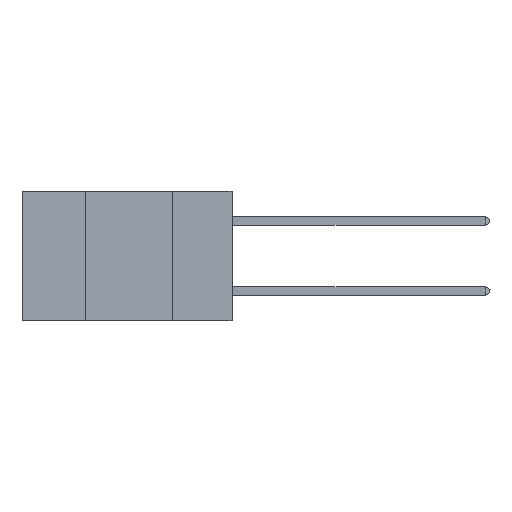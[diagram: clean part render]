
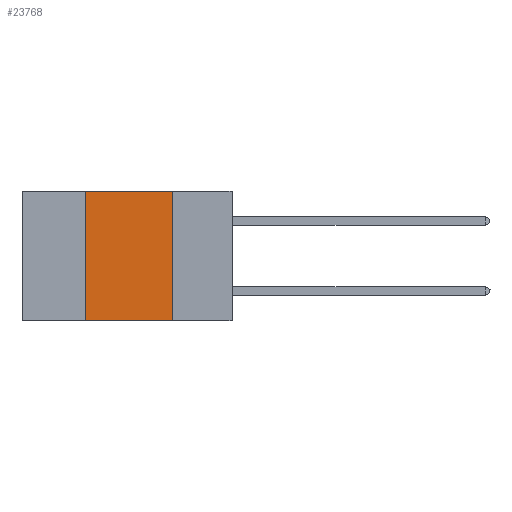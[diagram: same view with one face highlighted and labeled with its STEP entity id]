
A CAD part, left-side view. The second image highlights one B-rep face of the part: STEP entity #23768.
In plain terms, the highlighted planar face has unit normal (-1, 0, 0).
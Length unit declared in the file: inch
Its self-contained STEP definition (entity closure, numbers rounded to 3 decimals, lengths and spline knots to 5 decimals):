
#497 = CARTESIAN_POINT ( 'NONE',  ( 0., 0.17, -0.37 ) ) ;
#2258 = CARTESIAN_POINT ( 'NONE',  ( 0., 0.42, -0.37 ) ) ;
#3312 = LINE ( 'NONE', #21512, #4384 ) ;
#4373 = EDGE_CURVE ( 'NONE', #27284, #10807, #21629, .T. ) ;
#4384 = VECTOR ( 'NONE', #23857, 39.37008 ) ;
#5130 = VECTOR ( 'NONE', #21064, 39.37008 ) ;
#5235 = VECTOR ( 'NONE', #16977, 39.37008 ) ;
#5852 = EDGE_CURVE ( 'NONE', #27284, #13716, #3312, .T. ) ;
#8530 = AXIS2_PLACEMENT_3D ( 'NONE', #14267, #12014, #23345 ) ;
#9127 = ORIENTED_EDGE ( 'NONE', *, *, #5852, .F. ) ;
#9264 = VERTEX_POINT ( 'NONE', #14369 ) ;
#9777 = CARTESIAN_POINT ( 'NONE',  ( 0., 0.17, 0. ) ) ;
#10667 = ORIENTED_EDGE ( 'NONE', *, *, #25717, .F. ) ;
#10807 = VERTEX_POINT ( 'NONE', #497 ) ;
#11579 = EDGE_CURVE ( 'NONE', #9264, #10807, #23373, .T. ) ;
#12014 = DIRECTION ( 'NONE',  ( 1., 0., 0. ) ) ;
#13326 = ORIENTED_EDGE ( 'NONE', *, *, #11579, .F. ) ;
#13716 = VERTEX_POINT ( 'NONE', #16535 ) ;
#14267 = CARTESIAN_POINT ( 'NONE',  ( 0., 0.6, 0. ) ) ;
#14369 = CARTESIAN_POINT ( 'NONE',  ( 0., 0.17, 0. ) ) ;
#16535 = CARTESIAN_POINT ( 'NONE',  ( 0., 0.42, 0. ) ) ;
#16949 = ORIENTED_EDGE ( 'NONE', *, *, #4373, .T. ) ;
#16977 = DIRECTION ( 'NONE',  ( 0., -1., 0. ) ) ;
#17543 = LINE ( 'NONE', #23721, #5235 ) ;
#20827 = FACE_OUTER_BOUND ( 'NONE', #21314, .T. ) ;
#20914 = CARTESIAN_POINT ( 'NONE',  ( 0., 0.6, -0.37 ) ) ;
#21064 = DIRECTION ( 'NONE',  ( 0., 0., -1. ) ) ;
#21294 = VECTOR ( 'NONE', #23049, 39.37008 ) ;
#21314 = EDGE_LOOP ( 'NONE', ( #13326, #10667, #9127, #16949 ) ) ;
#21512 = CARTESIAN_POINT ( 'NONE',  ( 0., 0.42, 0. ) ) ;
#21629 = LINE ( 'NONE', #20914, #21294 ) ;
#23049 = DIRECTION ( 'NONE',  ( 0., -1., 0. ) ) ;
#23345 = DIRECTION ( 'NONE',  ( 0., 0., -1. ) ) ;
#23373 = LINE ( 'NONE', #9777, #5130 ) ;
#23721 = CARTESIAN_POINT ( 'NONE',  ( 0., 0.6, 0. ) ) ;
#23768 = ADVANCED_FACE ( 'NONE', ( #20827 ), #25388, .F. ) ;
#23857 = DIRECTION ( 'NONE',  ( 0., 0., 1. ) ) ;
#25388 = PLANE ( 'NONE',  #8530 ) ;
#25717 = EDGE_CURVE ( 'NONE', #13716, #9264, #17543, .T. ) ;
#27284 = VERTEX_POINT ( 'NONE', #2258 ) ;
